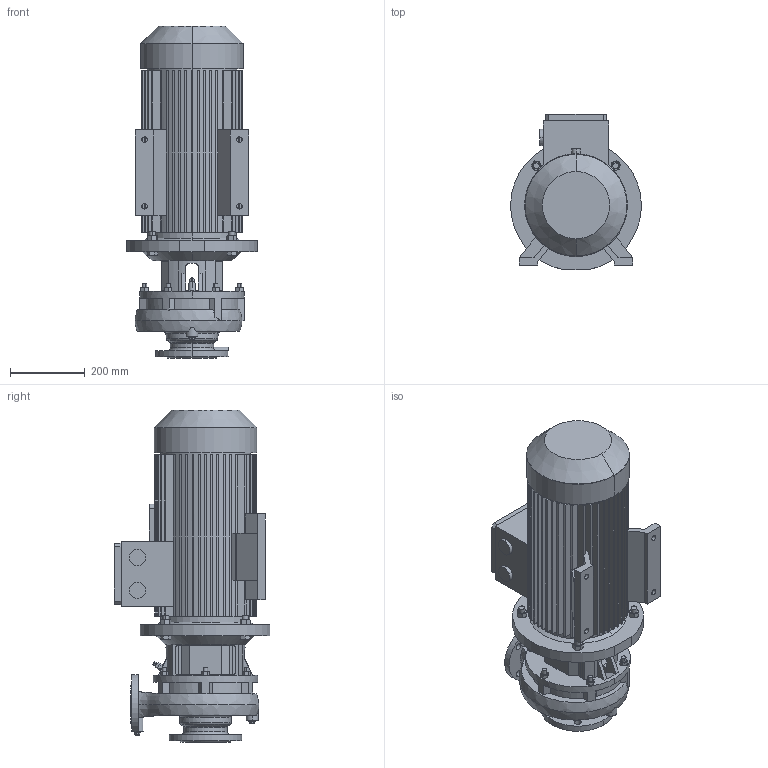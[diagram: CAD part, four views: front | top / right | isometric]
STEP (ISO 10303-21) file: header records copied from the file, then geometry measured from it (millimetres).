
FILE_DESCRIPTION (( 'STEP AP214' ), '1' );
FILE_NAME ('ﾌﾓ-311-200-ﾌ1-311-212-02-14.step', '2025-04-07T07:14:43', ( 'adb' ), ( '' ), 'SwSTEP 2.0', 'SolidWorks 2016', '' );
FILE_SCHEMA (( 'AUTOMOTIVE_DESIGN' ));
Length unit declared in the file: millimetre
Products named in the file (1): ﾌﾓ-311-200-ﾌ1-311-212-02-14
Bounding box: 349.99 x 416 x 888 mm (x, y, z)
Volume: 41229216.5 mm3; surface area: 2400946.7 mm2
Topology: 8 solids, 19 shells, 1016 faces, 2667 edges, 1742 vertices
Faces by surface type: plane 564, cylinder 335, cone 87, bspline 23, torus 7
Entity records: 49882 total; most frequent: CARTESIAN_POINT 13421, ORIENTED_EDGE 5330, DIRECTION 5140, EDGE_CURVE 2665, AXIS2_PLACEMENT_3D 1848, VERTEX_POINT 1742, VECTOR 1444, LINE 1444
